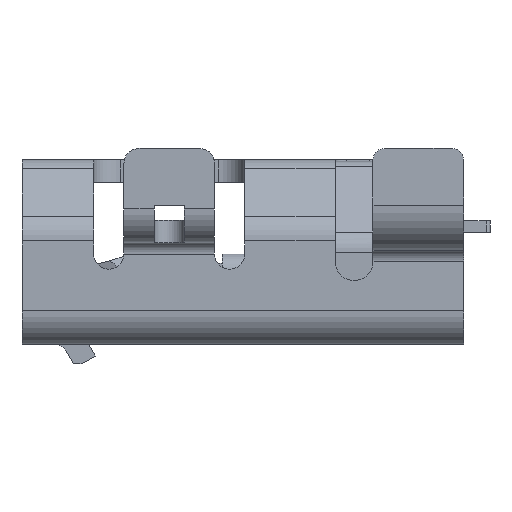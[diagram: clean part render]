
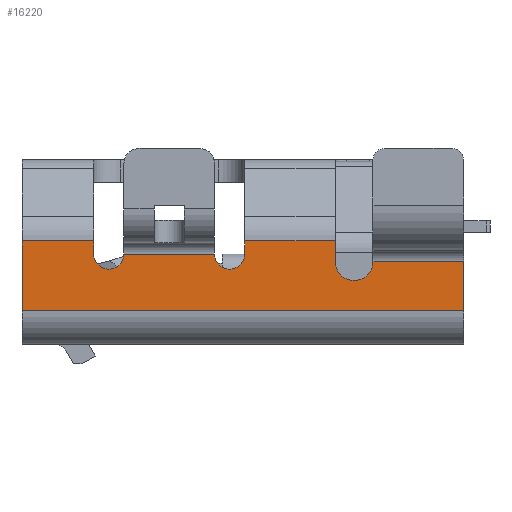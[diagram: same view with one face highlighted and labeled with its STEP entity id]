
A CAD part, left-side view. The second image highlights one B-rep face of the part: STEP entity #16220.
In plain terms, the highlighted face is planar.
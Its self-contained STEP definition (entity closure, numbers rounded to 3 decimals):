
#5740=CARTESIAN_POINT('',(2.05,0.266,5.05));
#5750=VERTEX_POINT('',#5740);
#5780=CARTESIAN_POINT('',(3.25,0.266,5.05));
#5790=DIRECTION('',(-1.,0.,0.));
#5800=VECTOR('',#5790,1.2);
#5810=LINE('',#5780,#5800);
#5820=CARTESIAN_POINT('',(3.25,0.266,5.05));
#5830=VERTEX_POINT('',#5820);
#5840=EDGE_CURVE('',#5830,#5750,#5810,.T.);
#14720=CARTESIAN_POINT('',(5.25,0.44,5.05));
#14730=VERTEX_POINT('',#14720);
#14760=CARTESIAN_POINT('',(5.25,0.44,5.05));
#14770=DIRECTION('',(-0.,-1.,0.));
#14780=VECTOR('',#14770,0.174);
#14790=LINE('',#14760,#14780);
#14800=CARTESIAN_POINT('',(5.25,0.266,5.05));
#14810=VERTEX_POINT('',#14800);
#14820=EDGE_CURVE('',#14730,#14810,#14790,.T.);
#15260=CARTESIAN_POINT('',(6.2,1.64,5.05));
#15270=DIRECTION('',(0.,-0.,-1.));
#15280=DIRECTION('',(1.,0.,0.));
#15290=AXIS2_PLACEMENT_3D('',#15260,#15270,#15280);
#15300=PLANE('',#15290);
#15310=CARTESIAN_POINT('',(6.2,0.266,5.05));
#15320=DIRECTION('',(-1.,0.,0.));
#15330=VECTOR('',#15320,0.95);
#15340=LINE('',#15310,#15330);
#15350=CARTESIAN_POINT('',(6.2,0.266,5.05));
#15360=VERTEX_POINT('',#15350);
#15370=EDGE_CURVE('',#15360,#14810,#15340,.T.);
#15380=ORIENTED_EDGE('',*,*,#15370,.F.);
#15390=ORIENTED_EDGE('',*,*,#14820,.T.);
#15400=CARTESIAN_POINT('',(5.05,0.44,5.05));
#15410=DIRECTION('',(0.,0.,1.));
#15420=DIRECTION('',(1.,0.,0.));
#15430=AXIS2_PLACEMENT_3D('',#15400,#15410,#15420);
#15440=CIRCLE('',#15430,0.2);
#15450=CARTESIAN_POINT('',(4.85,0.44,5.05));
#15460=VERTEX_POINT('',#15450);
#15470=EDGE_CURVE('',#14730,#15460,#15440,.T.);
#15480=ORIENTED_EDGE('',*,*,#15470,.F.);
#15490=CARTESIAN_POINT('',(4.85,0.44,5.05));
#15500=DIRECTION('',(-1.,0.,0.));
#15510=VECTOR('',#15500,1.2);
#15520=LINE('',#15490,#15510);
#15530=CARTESIAN_POINT('',(3.65,0.44,5.05));
#15540=VERTEX_POINT('',#15530);
#15550=EDGE_CURVE('',#15460,#15540,#15520,.T.);
#15560=ORIENTED_EDGE('',*,*,#15550,.F.);
#15570=CARTESIAN_POINT('',(3.45,0.44,5.05));
#15580=DIRECTION('',(0.,0.,1.));
#15590=DIRECTION('',(1.,0.,0.));
#15600=AXIS2_PLACEMENT_3D('',#15570,#15580,#15590);
#15610=CIRCLE('',#15600,0.2);
#15620=CARTESIAN_POINT('',(3.25,0.44,5.05));
#15630=VERTEX_POINT('',#15620);
#15640=EDGE_CURVE('',#15540,#15630,#15610,.T.);
#15650=ORIENTED_EDGE('',*,*,#15640,.F.);
#15660=CARTESIAN_POINT('',(3.25,0.266,5.05));
#15670=DIRECTION('',(0.,1.,0.));
#15680=VECTOR('',#15670,0.174);
#15690=LINE('',#15660,#15680);
#15700=EDGE_CURVE('',#5830,#15630,#15690,.T.);
#15710=ORIENTED_EDGE('',*,*,#15700,.T.);
#15720=ORIENTED_EDGE('',*,*,#5840,.F.);
#15730=CARTESIAN_POINT('',(2.05,0.266,5.05));
#15740=DIRECTION('',(0.,1.,0.));
#15750=VECTOR('',#15740,0.274);
#15760=LINE('',#15730,#15750);
#15770=CARTESIAN_POINT('',(2.05,0.54,5.05));
#15780=VERTEX_POINT('',#15770);
#15790=EDGE_CURVE('',#5750,#15780,#15760,.T.);
#15800=ORIENTED_EDGE('',*,*,#15790,.F.);
#15810=CARTESIAN_POINT('',(1.8,0.54,5.05));
#15820=DIRECTION('',(0.,0.,1.));
#15830=DIRECTION('',(1.,0.,0.));
#15840=AXIS2_PLACEMENT_3D('',#15810,#15820,#15830);
#15850=CIRCLE('',#15840,0.25);
#15860=CARTESIAN_POINT('',(1.55,0.54,5.05));
#15870=VERTEX_POINT('',#15860);
#15880=EDGE_CURVE('',#15780,#15870,#15850,.T.);
#15890=ORIENTED_EDGE('',*,*,#15880,.F.);
#15900=CARTESIAN_POINT('',(1.55,0.54,5.05));
#15910=DIRECTION('',(-1.,0.,0.));
#15920=VECTOR('',#15910,1.2);
#15930=LINE('',#15900,#15920);
#15940=CARTESIAN_POINT('',(0.35,0.54,5.05));
#15950=VERTEX_POINT('',#15940);
#15960=EDGE_CURVE('',#15870,#15950,#15930,.T.);
#15970=ORIENTED_EDGE('',*,*,#15960,.F.);
#15980=CARTESIAN_POINT('',(0.35,1.19,5.05));
#15990=DIRECTION('',(-0.,-1.,0.));
#16000=VECTOR('',#15990,0.65);
#16010=LINE('',#15980,#16000);
#16020=CARTESIAN_POINT('',(0.35,1.19,5.05));
#16030=VERTEX_POINT('',#16020);
#16040=EDGE_CURVE('',#16030,#15950,#16010,.T.);
#16050=ORIENTED_EDGE('',*,*,#16040,.T.);
#16060=CARTESIAN_POINT('',(0.35,1.19,5.05));
#16070=DIRECTION('',(-1.,0.,0.));
#16080=VECTOR('',#16070,1.);
#16090=LINE('',#16060,#16080);
#16100=CARTESIAN_POINT('',(6.2,1.19,5.05));
#16110=VERTEX_POINT('',#16100);
#16120=EDGE_CURVE('',#16110,#16030,#16090,.T.);
#16130=ORIENTED_EDGE('',*,*,#16120,.T.);
#16140=CARTESIAN_POINT('',(6.2,1.64,5.05));
#16150=DIRECTION('',(0.,1.,0.));
#16160=VECTOR('',#16150,1.);
#16170=LINE('',#16140,#16160);
#16180=EDGE_CURVE('',#15360,#16110,#16170,.T.);
#16190=ORIENTED_EDGE('',*,*,#16180,.T.);
#16200=EDGE_LOOP('',(#16190,#16130,#16050,#15970,#15890,#15800,#15720,
#15710,#15650,#15560,#15480,#15390,#15380));
#16210=FACE_OUTER_BOUND('',#16200,.T.);
#16220=ADVANCED_FACE('',(#16210),#15300,.F.);
